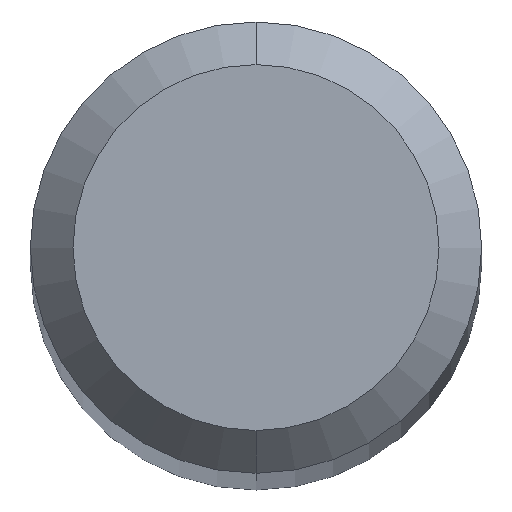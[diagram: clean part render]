
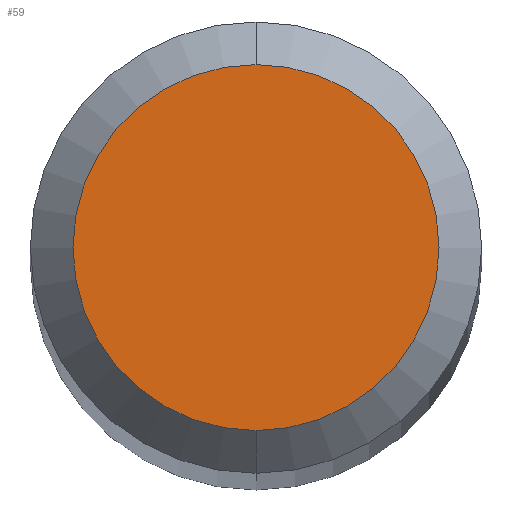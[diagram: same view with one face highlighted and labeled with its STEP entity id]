
A CAD part, top view. The second image highlights one B-rep face of the part: STEP entity #59.
In plain terms, the highlighted planar face has unit normal (0, 0, 1).
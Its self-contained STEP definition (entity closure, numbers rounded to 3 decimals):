
#45=PLANE('',#326);
#59=ADVANCED_FACE('',(#77),#45,.F.);
#77=FACE_OUTER_BOUND('',#90,.T.);
#90=EDGE_LOOP('',(#116,#117));
#116=ORIENTED_EDGE('',*,*,#171,.F.);
#117=ORIENTED_EDGE('',*,*,#172,.F.);
#153=VERTEX_POINT('',#470);
#154=VERTEX_POINT('',#471);
#171=EDGE_CURVE('',#153,#154,#191,.T.);
#172=EDGE_CURVE('',#154,#153,#192,.T.);
#191=CIRCLE('',#324,1.288);
#192=CIRCLE('',#325,1.288);
#324=AXIS2_PLACEMENT_3D('',#469,#391,#392);
#325=AXIS2_PLACEMENT_3D('',#472,#393,#394);
#326=AXIS2_PLACEMENT_3D('',#473,#395,#396);
#391=DIRECTION('',(0.,0.,-1.));
#392=DIRECTION('',(0.,1.,0.));
#393=DIRECTION('',(0.,0.,-1.));
#394=DIRECTION('',(0.,-1.,0.));
#395=DIRECTION('',(0.,0.,-1.));
#396=DIRECTION('',(0.,-1.,0.));
#469=CARTESIAN_POINT('',(0.,0.,81.424));
#470=CARTESIAN_POINT('',(0.,1.288,81.424));
#471=CARTESIAN_POINT('',(0.,-1.288,81.424));
#472=CARTESIAN_POINT('',(0.,0.,81.424));
#473=CARTESIAN_POINT('',(0.,0.,81.424));
